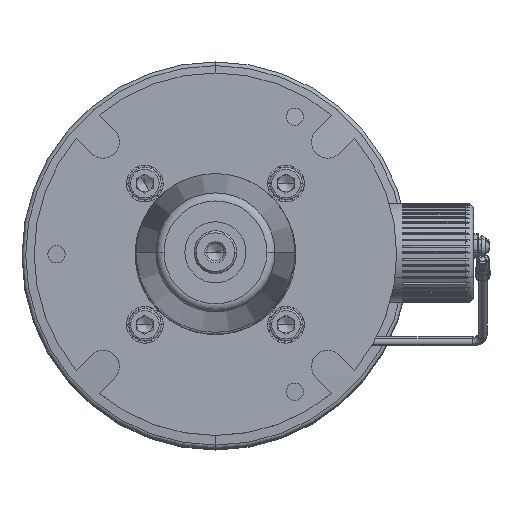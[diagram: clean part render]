
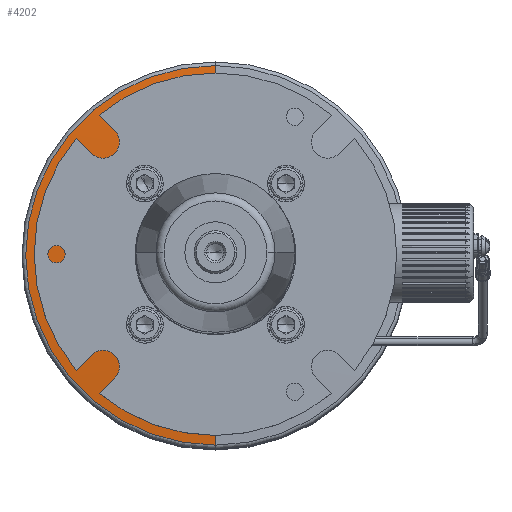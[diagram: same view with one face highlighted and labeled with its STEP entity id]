
A CAD part, top view. The second image highlights one B-rep face of the part: STEP entity #4202.
In plain terms, the highlighted conical face has half-angle 85 degrees and reference radius 93.174 mm.
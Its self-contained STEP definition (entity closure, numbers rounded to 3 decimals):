
#2093 = CARTESIAN_POINT ( 'NONE',  ( 0., -93.174, -197.388 ) ) ;
#4202 = ADVANCED_FACE ( 'NONE', ( #12213 ), #12197, .T. ) ;
#12197 = CONICAL_SURFACE ( 'NONE', #35409, 93.174, 1.484 ) ;
#12213 = FACE_OUTER_BOUND ( 'NONE', #33055, .T. ) ;
#13514 = ORIENTED_EDGE ( 'NONE', *, *, #29607, .T. ) ;
#13528 = ORIENTED_EDGE ( 'NONE', *, *, #29589, .T. ) ;
#13544 = ORIENTED_EDGE ( 'NONE', *, *, #29679, .F. ) ;
#13554 = ORIENTED_EDGE ( 'NONE', *, *, #29565, .T. ) ;
#19106 = VERTEX_POINT ( 'NONE', #27657 ) ;
#19129 = VERTEX_POINT ( 'NONE', #27658 ) ;
#19236 = VERTEX_POINT ( 'NONE', #28127 ) ;
#19253 = VERTEX_POINT ( 'NONE', #2093 ) ;
#27657 = CARTESIAN_POINT ( 'NONE',  ( 0., 50.564, -193.66 ) ) ;
#27658 = CARTESIAN_POINT ( 'NONE',  ( 0., -50.564, -193.66 ) ) ;
#28127 = CARTESIAN_POINT ( 'NONE',  ( 0., 93.174, -197.388 ) ) ;
#29559 = DIRECTION ( 'NONE',  ( 0., 1., 0. ) ) ;
#29562 = DIRECTION ( 'NONE',  ( 0., 0., 1. ) ) ;
#29565 = EDGE_CURVE ( 'NONE', #19236, #19253, #40823, .T. ) ;
#29589 = EDGE_CURVE ( 'NONE', #19106, #19236, #40869, .T. ) ;
#29607 = EDGE_CURVE ( 'NONE', #19129, #19106, #41047, .T. ) ;
#29614 = CARTESIAN_POINT ( 'NONE',  ( 0., 93.174, -197.388 ) ) ;
#29618 = CARTESIAN_POINT ( 'NONE',  ( 0., 0., -197.388 ) ) ;
#29620 = DIRECTION ( 'NONE',  ( 0., 0.996, -0.087 ) ) ;
#29651 = DIRECTION ( 'NONE',  ( 0., 0., -1. ) ) ;
#29667 = CARTESIAN_POINT ( 'NONE',  ( 0., 0., -193.66 ) ) ;
#29679 = EDGE_CURVE ( 'NONE', #19129, #19253, #41138, .T. ) ;
#29708 = DIRECTION ( 'NONE',  ( 0., -1., 0. ) ) ;
#29832 = DIRECTION ( 'NONE',  ( 0., -0.996, -0.087 ) ) ;
#29909 = CARTESIAN_POINT ( 'NONE',  ( 0., -93.174, -197.388 ) ) ;
#31321 = AXIS2_PLACEMENT_3D ( 'NONE', #29618, #29562, #29559 ) ;
#31323 = AXIS2_PLACEMENT_3D ( 'NONE', #29667, #29651, #29708 ) ;
#33055 = EDGE_LOOP ( 'NONE', ( #13514, #13528, #13554, #13544 ) ) ;
#35409 = AXIS2_PLACEMENT_3D ( 'NONE', #39408, #39273, #39365 ) ;
#39273 = DIRECTION ( 'NONE',  ( 0., 0., -1. ) ) ;
#39365 = DIRECTION ( 'NONE',  ( 0., -1., 0. ) ) ;
#39408 = CARTESIAN_POINT ( 'NONE',  ( 0., 0., -197.388 ) ) ;
#40823 = CIRCLE ( 'NONE', #31321, 93.174 ) ;
#40830 = VECTOR ( 'NONE', #29620, 1000. ) ;
#40869 = LINE ( 'NONE', #29614, #40830 ) ;
#41047 = CIRCLE ( 'NONE', #31323, 50.564 ) ;
#41138 = LINE ( 'NONE', #29909, #41252 ) ;
#41252 = VECTOR ( 'NONE', #29832, 1000. ) ;
